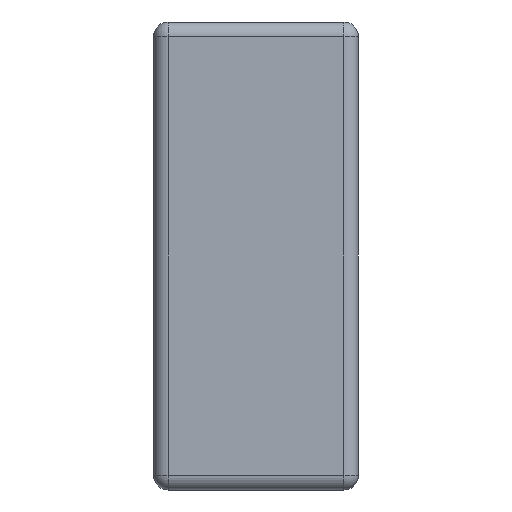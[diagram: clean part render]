
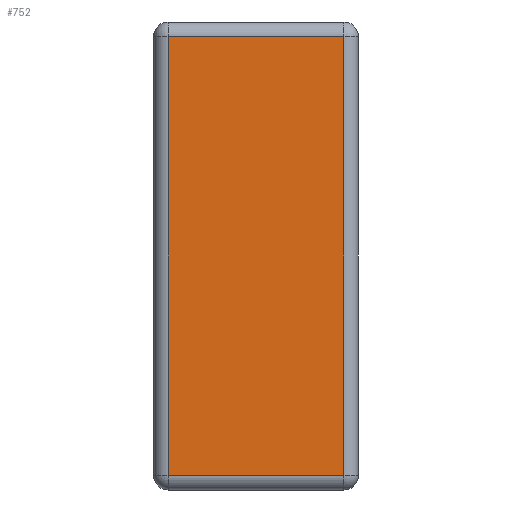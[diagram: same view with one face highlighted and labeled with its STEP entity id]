
A CAD part, left-side view. The second image highlights one B-rep face of the part: STEP entity #752.
In plain terms, the highlighted planar face has unit normal (-1, 0, 0).
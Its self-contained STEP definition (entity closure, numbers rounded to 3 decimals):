
#104 = DIRECTION ( 'NONE',  ( 0., 0., 1. ) ) ;
#105 = VECTOR ( 'NONE', #104, 1000. ) ;
#106 = CARTESIAN_POINT ( 'NONE',  ( -1.6, 0.05, 0.8 ) ) ;
#107 = LINE ( 'NONE', #106, #105 ) ;
#109 = CARTESIAN_POINT ( 'NONE',  ( -1.6, 0.05, -0.75 ) ) ;
#110 = DIRECTION ( 'NONE',  ( 0., -1., 0. ) ) ;
#111 = VECTOR ( 'NONE', #110, 1000. ) ;
#112 = CARTESIAN_POINT ( 'NONE',  ( -1.6, 0.7, -0.75 ) ) ;
#113 = LINE ( 'NONE', #112, #111 ) ;
#164 = FACE_OUTER_BOUND ( 'NONE', #753, .T. ) ;
#185 = CARTESIAN_POINT ( 'NONE',  ( -1.6, 0.65, -0.75 ) ) ;
#186 = DIRECTION ( 'NONE',  ( 0., 0., -1. ) ) ;
#187 = VECTOR ( 'NONE', #186, 1000. ) ;
#188 = CARTESIAN_POINT ( 'NONE',  ( -1.6, 0.65, 0.8 ) ) ;
#189 = LINE ( 'NONE', #188, #187 ) ;
#190 = CARTESIAN_POINT ( 'NONE',  ( -1.6, 0.65, 0.75 ) ) ;
#191 = CARTESIAN_POINT ( 'NONE',  ( -1.6, 0.05, 0.75 ) ) ;
#192 = DIRECTION ( 'NONE',  ( 0., 1., 0. ) ) ;
#193 = VECTOR ( 'NONE', #192, 1000. ) ;
#194 = CARTESIAN_POINT ( 'NONE',  ( -1.6, 0.7, 0.75 ) ) ;
#195 = LINE ( 'NONE', #194, #193 ) ;
#196 = DIRECTION ( 'NONE',  ( 0., 0., -1. ) ) ;
#197 = DIRECTION ( 'NONE',  ( 1., 0., 0. ) ) ;
#198 = CARTESIAN_POINT ( 'NONE',  ( -1.6, 0.7, 0.8 ) ) ;
#199 = AXIS2_PLACEMENT_3D ( 'NONE', #198, #197, #196 ) ;
#200 = PLANE ( 'NONE',  #199 ) ;
#734 = ORIENTED_EDGE ( 'NONE', *, *, #735, .T. ) ;
#735 = EDGE_CURVE ( 'NONE', #760, #736, #113, .T. ) ;
#736 = VERTEX_POINT ( 'NONE', #109 ) ;
#737 = ORIENTED_EDGE ( 'NONE', *, *, #738, .T. ) ;
#738 = EDGE_CURVE ( 'NONE', #736, #756, #107, .T. ) ;
#752 = ADVANCED_FACE ( 'NONE', ( #164 ), #200, .F. ) ;
#753 = EDGE_LOOP ( 'NONE', ( #754, #758, #734, #737 ) ) ;
#754 = ORIENTED_EDGE ( 'NONE', *, *, #755, .T. ) ;
#755 = EDGE_CURVE ( 'NONE', #756, #757, #195, .T. ) ;
#756 = VERTEX_POINT ( 'NONE', #191 ) ;
#757 = VERTEX_POINT ( 'NONE', #190 ) ;
#758 = ORIENTED_EDGE ( 'NONE', *, *, #759, .T. ) ;
#759 = EDGE_CURVE ( 'NONE', #757, #760, #189, .T. ) ;
#760 = VERTEX_POINT ( 'NONE', #185 ) ;
